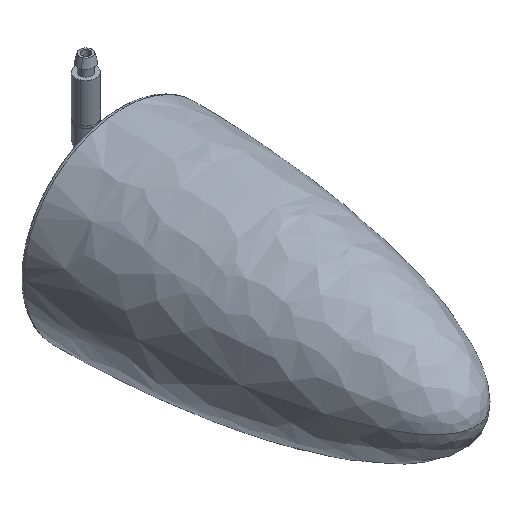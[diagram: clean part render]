
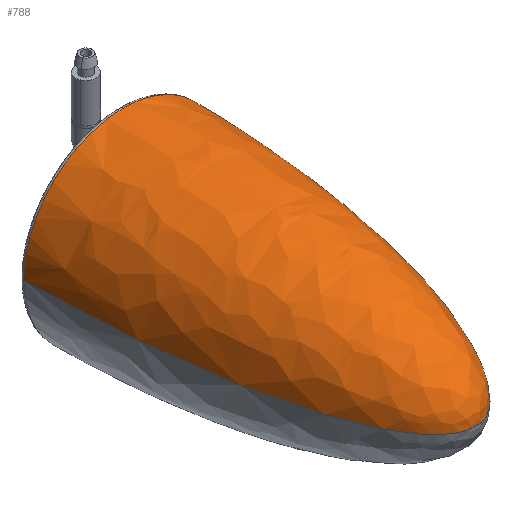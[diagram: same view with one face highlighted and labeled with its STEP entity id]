
A CAD part, isometric view. The second image highlights one B-rep face of the part: STEP entity #788.
In plain terms, the highlighted free-form (B-spline) face has degree [3, 3] with [11, 4] control points.
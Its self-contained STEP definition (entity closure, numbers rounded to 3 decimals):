
#24 = VERTEX_POINT('',#25);
#25 = CARTESIAN_POINT('',(25.879,-1.082,
    0.));
#31 = EDGE_CURVE('',#24,#32,#34,.T.);
#32 = VERTEX_POINT('',#33);
#33 = CARTESIAN_POINT('',(0.,-92.746,0.));
#34 = B_SPLINE_CURVE_WITH_KNOTS('',3,(#35,#36,#37,#38,#39,#40,#41,#42,
    #43,#44,#45),.UNSPECIFIED.,.F.,.F.,(4,1,1,1,1,1,1,1,4),(
    4.724,5.105,5.301,5.498,
    5.694,5.89,6.087,6.185,
    6.283),.UNSPECIFIED.);
#35 = CARTESIAN_POINT('',(25.879,-1.082,
    0.));
#36 = CARTESIAN_POINT('',(25.842,-12.755,
    0.));
#37 = CARTESIAN_POINT('',(24.862,-30.406,
    0.));
#38 = CARTESIAN_POINT('',(21.818,-51.445,
    0.));
#39 = CARTESIAN_POINT('',(18.695,-65.513,
    0.));
#40 = CARTESIAN_POINT('',(14.876,-77.106,
    0.));
#41 = CARTESIAN_POINT('',(10.478,-85.806,
    0.));
#42 = CARTESIAN_POINT('',(6.396,-90.425,
    0.));
#43 = CARTESIAN_POINT('',(2.824,-92.4,
    0.));
#44 = CARTESIAN_POINT('',(0.941,-92.746,
    0.));
#45 = CARTESIAN_POINT('',(0.,-92.746,0.));
#47 = EDGE_CURVE('',#48,#32,#50,.T.);
#48 = VERTEX_POINT('',#49);
#49 = CARTESIAN_POINT('',(-25.879,-1.082,0.));
#50 = B_SPLINE_CURVE_WITH_KNOTS('',3,(#51,#52,#53,#54,#55,#56,#57,#58,
    #59,#60,#61),.UNSPECIFIED.,.F.,.F.,(4,1,1,1,1,1,1,1,4),(
    4.724,5.105,5.301,5.498,
    5.694,5.89,6.087,6.185,
    6.283),.UNSPECIFIED.);
#51 = CARTESIAN_POINT('',(-25.879,-1.082,0.));
#52 = CARTESIAN_POINT('',(-25.842,-12.755,0.));
#53 = CARTESIAN_POINT('',(-24.862,-30.406,0.));
#54 = CARTESIAN_POINT('',(-21.818,-51.445,0.));
#55 = CARTESIAN_POINT('',(-18.695,-65.513,0.));
#56 = CARTESIAN_POINT('',(-14.876,-77.106,0.));
#57 = CARTESIAN_POINT('',(-10.478,-85.806,0.));
#58 = CARTESIAN_POINT('',(-6.396,-90.425,0.));
#59 = CARTESIAN_POINT('',(-2.824,-92.4,0.));
#60 = CARTESIAN_POINT('',(-0.941,-92.746,0.));
#61 = CARTESIAN_POINT('',(0.,-92.746,0.));
#203 = VERTEX_POINT('',#204);
#204 = CARTESIAN_POINT('',(0.,-1.082,
    25.879));
#210 = EDGE_CURVE('',#24,#203,#211,.T.);
#211 = ( BOUNDED_CURVE() B_SPLINE_CURVE(2,(#212,#213,#214),
.UNSPECIFIED.,.F.,.F.) B_SPLINE_CURVE_WITH_KNOTS((3,3),(4.712,
6.283),.PIECEWISE_BEZIER_KNOTS.) CURVE() 
GEOMETRIC_REPRESENTATION_ITEM() RATIONAL_B_SPLINE_CURVE((1.,
0.707,1.)) REPRESENTATION_ITEM('') );
#212 = CARTESIAN_POINT('',(25.879,-1.082,
    0.));
#213 = CARTESIAN_POINT('',(25.879,-1.082,
    25.879));
#214 = CARTESIAN_POINT('',(0.,-1.082,
    25.879));
#788 = ADVANCED_FACE('',(#789),#800,.T.);
#789 = FACE_BOUND('',#790,.T.);
#790 = EDGE_LOOP('',(#791,#792,#793,#799));
#791 = ORIENTED_EDGE('',*,*,#31,.F.);
#792 = ORIENTED_EDGE('',*,*,#210,.T.);
#793 = ORIENTED_EDGE('',*,*,#794,.T.);
#794 = EDGE_CURVE('',#203,#48,#795,.T.);
#795 = ( BOUNDED_CURVE() B_SPLINE_CURVE(2,(#796,#797,#798),
.UNSPECIFIED.,.F.,.F.) B_SPLINE_CURVE_WITH_KNOTS((3,3),(0.,
1.571),.PIECEWISE_BEZIER_KNOTS.) CURVE() 
GEOMETRIC_REPRESENTATION_ITEM() RATIONAL_B_SPLINE_CURVE((1.,
0.707,1.)) REPRESENTATION_ITEM('') );
#796 = CARTESIAN_POINT('',(0.,-1.082,
    25.879));
#797 = CARTESIAN_POINT('',(-25.879,-1.082,
    25.879));
#798 = CARTESIAN_POINT('',(-25.879,-1.082,
    0.));
#799 = ORIENTED_EDGE('',*,*,#47,.T.);
#800 = ( BOUNDED_SURFACE() B_SPLINE_SURFACE(3,3,(
    (#801,#802,#803,#804)
    ,(#805,#806,#807,#808)
    ,(#809,#810,#811,#812)
    ,(#813,#814,#815,#816)
    ,(#817,#818,#819,#820)
    ,(#821,#822,#823,#824)
    ,(#825,#826,#827,#828)
    ,(#829,#830,#831,#832)
    ,(#833,#834,#835,#836)
    ,(#837,#838,#839,#840)
    ,(#841,#842,#843,#844
)),.UNSPECIFIED.,.F.,.F.,.F.) B_SPLINE_SURFACE_WITH_KNOTS((4,1,1,1,1,1,1
    ,1,4),(4,4),(4.724,5.105,5.301,
    5.498,5.694,5.89,6.087,
    6.185,6.283),(0.,1.),.UNSPECIFIED.) 
GEOMETRIC_REPRESENTATION_ITEM() RATIONAL_B_SPLINE_SURFACE((
    (1.,0.333,0.333,1.)
    ,(1.,0.333,0.333,1.)
    ,(1.,0.333,0.333,1.)
    ,(1.,0.333,0.333,1.)
    ,(1.,0.333,0.333,1.)
    ,(1.,0.333,0.333,1.)
    ,(1.,0.333,0.333,1.)
    ,(1.,0.333,0.333,1.)
    ,(1.,0.333,0.333,1.)
    ,(1.,0.333,0.333,1.)
,(1.,0.333,0.333,1.
))) REPRESENTATION_ITEM('') SURFACE() );
#801 = CARTESIAN_POINT('',(-25.879,-1.082,0.));
#802 = CARTESIAN_POINT('',(-25.879,-1.082,
    51.759));
#803 = CARTESIAN_POINT('',(25.879,-1.082,
    51.759));
#804 = CARTESIAN_POINT('',(25.879,-1.082,
    0.));
#805 = CARTESIAN_POINT('',(-25.842,-12.755,0.));
#806 = CARTESIAN_POINT('',(-25.842,-12.755,
    51.684));
#807 = CARTESIAN_POINT('',(25.842,-12.755,
    51.684));
#808 = CARTESIAN_POINT('',(25.842,-12.755,
    0.));
#809 = CARTESIAN_POINT('',(-24.862,-30.406,0.));
#810 = CARTESIAN_POINT('',(-24.862,-30.406,
    49.724));
#811 = CARTESIAN_POINT('',(24.862,-30.406,
    49.724));
#812 = CARTESIAN_POINT('',(24.862,-30.406,
    0.));
#813 = CARTESIAN_POINT('',(-21.818,-51.445,0.));
#814 = CARTESIAN_POINT('',(-21.818,-51.445,
    43.636));
#815 = CARTESIAN_POINT('',(21.818,-51.445,
    43.636));
#816 = CARTESIAN_POINT('',(21.818,-51.445,
    0.));
#817 = CARTESIAN_POINT('',(-18.695,-65.513,0.));
#818 = CARTESIAN_POINT('',(-18.695,-65.513,
    37.391));
#819 = CARTESIAN_POINT('',(18.695,-65.513,
    37.391));
#820 = CARTESIAN_POINT('',(18.695,-65.513,
    0.));
#821 = CARTESIAN_POINT('',(-14.876,-77.106,0.));
#822 = CARTESIAN_POINT('',(-14.876,-77.106,
    29.751));
#823 = CARTESIAN_POINT('',(14.876,-77.106,
    29.751));
#824 = CARTESIAN_POINT('',(14.876,-77.106,
    0.));
#825 = CARTESIAN_POINT('',(-10.478,-85.806,0.));
#826 = CARTESIAN_POINT('',(-10.478,-85.806,
    20.956));
#827 = CARTESIAN_POINT('',(10.478,-85.806,
    20.956));
#828 = CARTESIAN_POINT('',(10.478,-85.806,
    0.));
#829 = CARTESIAN_POINT('',(-6.396,-90.425,0.));
#830 = CARTESIAN_POINT('',(-6.396,-90.425,
    12.792));
#831 = CARTESIAN_POINT('',(6.396,-90.425,
    12.792));
#832 = CARTESIAN_POINT('',(6.396,-90.425,
    0.));
#833 = CARTESIAN_POINT('',(-2.824,-92.4,0.));
#834 = CARTESIAN_POINT('',(-2.824,-92.4,5.648
    ));
#835 = CARTESIAN_POINT('',(2.824,-92.4,5.648)
  );
#836 = CARTESIAN_POINT('',(2.824,-92.4,
    0.));
#837 = CARTESIAN_POINT('',(-0.941,-92.746,0.));
#838 = CARTESIAN_POINT('',(-0.941,-92.746,
    1.883));
#839 = CARTESIAN_POINT('',(0.941,-92.746,1.883
    ));
#840 = CARTESIAN_POINT('',(0.941,-92.746,
    0.));
#841 = CARTESIAN_POINT('',(0.,-92.746,0.));
#842 = CARTESIAN_POINT('',(0.,-92.746,0.));
#843 = CARTESIAN_POINT('',(0.,-92.746,0.));
#844 = CARTESIAN_POINT('',(0.,-92.746,0.));
